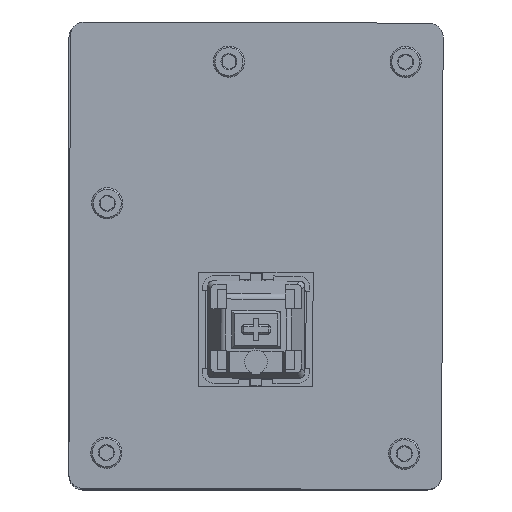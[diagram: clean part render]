
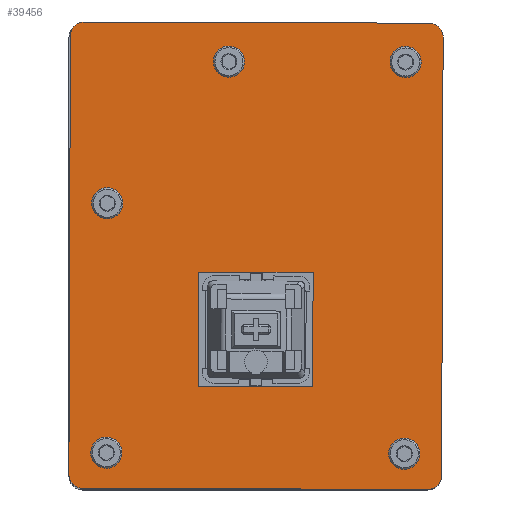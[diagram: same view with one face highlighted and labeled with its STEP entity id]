
A CAD part, top view. The second image highlights one B-rep face of the part: STEP entity #39456.
In plain terms, the highlighted face is planar.
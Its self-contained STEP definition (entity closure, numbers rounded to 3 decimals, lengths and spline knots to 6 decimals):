
#1330=LINE('',#56503,#6008);
#1331=LINE('',#56508,#6009);
#1332=LINE('',#56512,#6010);
#1333=LINE('',#56516,#6011);
#1334=LINE('',#56519,#6012);
#1335=LINE('',#56522,#6013);
#1336=LINE('',#56524,#6014);
#1337=LINE('',#56526,#6015);
#6008=VECTOR('',#45385,1.);
#6009=VECTOR('',#45388,1.);
#6010=VECTOR('',#45391,1.);
#6011=VECTOR('',#45394,1.);
#6012=VECTOR('',#45397,1.);
#6013=VECTOR('',#45398,1.);
#6014=VECTOR('',#45399,1.);
#6015=VECTOR('',#45400,1.);
#10686=ORIENTED_EDGE('',*,*,#22366,.T.);
#10687=ORIENTED_EDGE('',*,*,#22367,.T.);
#10688=ORIENTED_EDGE('',*,*,#22368,.T.);
#10689=ORIENTED_EDGE('',*,*,#22369,.F.);
#10690=ORIENTED_EDGE('',*,*,#22370,.T.);
#10691=ORIENTED_EDGE('',*,*,#22371,.F.);
#10692=ORIENTED_EDGE('',*,*,#22372,.T.);
#10693=ORIENTED_EDGE('',*,*,#22373,.T.);
#10694=ORIENTED_EDGE('',*,*,#22374,.T.);
#10695=ORIENTED_EDGE('',*,*,#22375,.T.);
#10696=ORIENTED_EDGE('',*,*,#22376,.T.);
#10697=ORIENTED_EDGE('',*,*,#22377,.T.);
#10698=ORIENTED_EDGE('',*,*,#22378,.F.);
#10699=ORIENTED_EDGE('',*,*,#22379,.F.);
#10700=ORIENTED_EDGE('',*,*,#22380,.F.);
#10701=ORIENTED_EDGE('',*,*,#22381,.F.);
#10702=ORIENTED_EDGE('',*,*,#22382,.T.);
#22366=EDGE_CURVE('',#28212,#28212,#32108,.T.);
#22367=EDGE_CURVE('',#28213,#28213,#32109,.T.);
#22368=EDGE_CURVE('',#28214,#28214,#32110,.T.);
#22369=EDGE_CURVE('',#28215,#28216,#1330,.T.);
#22370=EDGE_CURVE('',#28215,#28217,#32111,.F.);
#22371=EDGE_CURVE('',#28218,#28217,#1331,.T.);
#22372=EDGE_CURVE('',#28218,#28219,#32112,.F.);
#22373=EDGE_CURVE('',#28219,#28220,#1332,.T.);
#22374=EDGE_CURVE('',#28220,#28221,#32113,.F.);
#22375=EDGE_CURVE('',#28221,#28222,#1333,.T.);
#22376=EDGE_CURVE('',#28222,#28216,#32114,.F.);
#22377=EDGE_CURVE('',#28223,#28224,#1334,.T.);
#22378=EDGE_CURVE('',#28225,#28224,#1335,.T.);
#22379=EDGE_CURVE('',#28226,#28225,#1336,.T.);
#22380=EDGE_CURVE('',#28223,#28226,#1337,.T.);
#22381=EDGE_CURVE('',#28227,#28227,#32115,.T.);
#22382=EDGE_CURVE('',#28228,#28228,#32116,.T.);
#28212=VERTEX_POINT('',#56498);
#28213=VERTEX_POINT('',#56500);
#28214=VERTEX_POINT('',#56502);
#28215=VERTEX_POINT('',#56504);
#28216=VERTEX_POINT('',#56505);
#28217=VERTEX_POINT('',#56507);
#28218=VERTEX_POINT('',#56509);
#28219=VERTEX_POINT('',#56511);
#28220=VERTEX_POINT('',#56513);
#28221=VERTEX_POINT('',#56515);
#28222=VERTEX_POINT('',#56517);
#28223=VERTEX_POINT('',#56520);
#28224=VERTEX_POINT('',#56521);
#28225=VERTEX_POINT('',#56523);
#28226=VERTEX_POINT('',#56525);
#28227=VERTEX_POINT('',#56528);
#28228=VERTEX_POINT('',#56530);
#32108=CIRCLE('',#42156,0.00225);
#32109=CIRCLE('',#42157,0.00225);
#32110=CIRCLE('',#42158,0.00225);
#32111=CIRCLE('',#42159,0.002);
#32112=CIRCLE('',#42160,0.002);
#32113=CIRCLE('',#42161,0.002);
#32114=CIRCLE('',#42162,0.002);
#32115=CIRCLE('',#42163,0.00225);
#32116=CIRCLE('',#42164,0.00225);
#33019=EDGE_LOOP('',(#10686));
#33020=EDGE_LOOP('',(#10687));
#33021=EDGE_LOOP('',(#10688));
#33022=EDGE_LOOP('',(#10689,#10690,#10691,#10692,#10693,#10694,#10695,#10696));
#33023=EDGE_LOOP('',(#10697,#10698,#10699,#10700));
#33024=EDGE_LOOP('',(#10701));
#33025=EDGE_LOOP('',(#10702));
#35403=FACE_BOUND('',#33019,.T.);
#35404=FACE_BOUND('',#33020,.T.);
#35405=FACE_BOUND('',#33021,.T.);
#35406=FACE_BOUND('',#33022,.T.);
#35407=FACE_BOUND('',#33023,.T.);
#35408=FACE_BOUND('',#33024,.T.);
#35409=FACE_BOUND('',#33025,.T.);
#37787=PLANE('',#42155);
#39456=ADVANCED_FACE('',(#35403,#35404,#35405,#35406,#35407,#35408,#35409),
#37787,.F.);
#42155=AXIS2_PLACEMENT_3D('',#56496,#45377,#45378);
#42156=AXIS2_PLACEMENT_3D('',#56497,#45379,#45380);
#42157=AXIS2_PLACEMENT_3D('',#56499,#45381,#45382);
#42158=AXIS2_PLACEMENT_3D('',#56501,#45383,#45384);
#42159=AXIS2_PLACEMENT_3D('',#56506,#45386,#45387);
#42160=AXIS2_PLACEMENT_3D('',#56510,#45389,#45390);
#42161=AXIS2_PLACEMENT_3D('',#56514,#45392,#45393);
#42162=AXIS2_PLACEMENT_3D('',#56518,#45395,#45396);
#42163=AXIS2_PLACEMENT_3D('',#56527,#45401,#45402);
#42164=AXIS2_PLACEMENT_3D('',#56529,#45403,#45404);
#45377=DIRECTION('',(0.,0.,1.));
#45378=DIRECTION('',(1.,0.,0.));
#45379=DIRECTION('',(0.,0.,1.));
#45380=DIRECTION('',(1.,0.,0.));
#45381=DIRECTION('',(0.,0.,1.));
#45382=DIRECTION('',(1.,0.,0.));
#45383=DIRECTION('',(0.,0.,1.));
#45384=DIRECTION('',(1.,0.,0.));
#45385=DIRECTION('',(1.,0.,0.));
#45386=DIRECTION('',(0.,0.,1.));
#45387=DIRECTION('',(1.,0.,0.));
#45388=DIRECTION('',(0.,-1.,0.));
#45389=DIRECTION('',(0.,0.,1.));
#45390=DIRECTION('',(1.,0.,0.));
#45391=DIRECTION('',(1.,0.,0.));
#45392=DIRECTION('',(0.,0.,1.));
#45393=DIRECTION('',(1.,0.,0.));
#45394=DIRECTION('',(0.,-1.,0.));
#45395=DIRECTION('',(0.,0.,1.));
#45396=DIRECTION('',(1.,0.,0.));
#45397=DIRECTION('',(-1.,0.,0.));
#45398=DIRECTION('',(0.,1.,0.));
#45399=DIRECTION('',(-1.,0.,0.));
#45400=DIRECTION('',(0.,-1.,0.));
#45401=DIRECTION('',(0.,0.,-1.));
#45402=DIRECTION('',(1.,0.,0.));
#45403=DIRECTION('',(0.,0.,1.));
#45404=DIRECTION('',(1.,0.,0.));
#56496=CARTESIAN_POINT('',(0.,-0.005808,0.));
#56497=CARTESIAN_POINT('',(-0.0215,0.022225,0.));
#56498=CARTESIAN_POINT('',(-0.01925,0.022225,0.));
#56499=CARTESIAN_POINT('',(0.004,0.022192,0.));
#56500=CARTESIAN_POINT('',(0.00625,0.022192,0.));
#56501=CARTESIAN_POINT('',(0.0215,0.001692,0.));
#56502=CARTESIAN_POINT('',(0.02375,0.001692,0.));
#56503=CARTESIAN_POINT('',(0.,-0.039458,0.));
#56504=CARTESIAN_POINT('',(-0.0249,-0.039458,0.));
#56505=CARTESIAN_POINT('',(0.0249,-0.039458,0.));
#56506=CARTESIAN_POINT('',(-0.0249,-0.037458,0.));
#56507=CARTESIAN_POINT('',(-0.0269,-0.037458,0.));
#56508=CARTESIAN_POINT('',(-0.0269,-0.005808,0.));
#56509=CARTESIAN_POINT('',(-0.0269,0.025842,0.));
#56510=CARTESIAN_POINT('',(-0.0249,0.025842,0.));
#56511=CARTESIAN_POINT('',(-0.0249,0.027842,0.));
#56512=CARTESIAN_POINT('',(0.,0.027842,0.));
#56513=CARTESIAN_POINT('',(0.0249,0.027842,0.));
#56514=CARTESIAN_POINT('',(0.0249,0.025842,0.));
#56515=CARTESIAN_POINT('',(0.0269,0.025842,0.));
#56516=CARTESIAN_POINT('',(0.0269,0.023435,0.));
#56517=CARTESIAN_POINT('',(0.0269,-0.037458,0.));
#56518=CARTESIAN_POINT('',(0.0249,-0.037458,0.));
#56519=CARTESIAN_POINT('',(0.,-0.008208,0.));
#56520=CARTESIAN_POINT('',(0.00825,-0.008208,0.));
#56521=CARTESIAN_POINT('',(-0.00825,-0.008208,0.));
#56522=CARTESIAN_POINT('',(-0.00825,-0.024208,0.));
#56523=CARTESIAN_POINT('',(-0.00825,-0.024708,0.));
#56524=CARTESIAN_POINT('',(-0.0005,-0.024708,0.));
#56525=CARTESIAN_POINT('',(0.00825,-0.024708,0.));
#56526=CARTESIAN_POINT('',(0.00825,-0.016958,0.));
#56527=CARTESIAN_POINT('',(-0.021502,-0.034308,0.));
#56528=CARTESIAN_POINT('',(-0.019252,-0.034308,0.));
#56529=CARTESIAN_POINT('',(0.021502,-0.034308,0.));
#56530=CARTESIAN_POINT('',(0.023752,-0.034308,0.));
